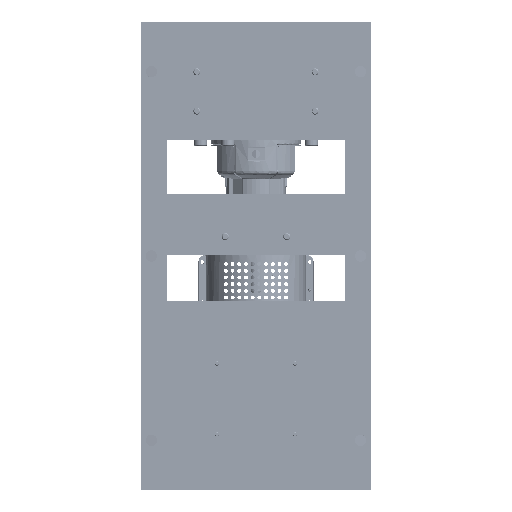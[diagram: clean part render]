
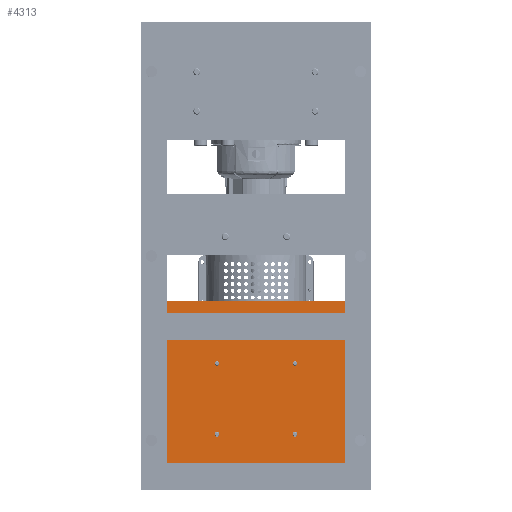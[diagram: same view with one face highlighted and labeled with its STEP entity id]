
A CAD part, front view. The second image highlights one B-rep face of the part: STEP entity #4313.
In plain terms, the highlighted planar face has unit normal (0, -1, 0).
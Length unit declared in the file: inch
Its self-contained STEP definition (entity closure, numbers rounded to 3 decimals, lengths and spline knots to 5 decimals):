
#4313 = ADVANCED_FACE ( 'NONE', ( #330030, #299205, #115164, #142669, #65259 ), #147710, .F. ) ;
#9620 = DIRECTION ( 'NONE',  ( 0., 0., 1. ) ) ;
#10729 = EDGE_CURVE ( 'NONE', #30615, #158188, #128367, .T. ) ;
#15096 = CARTESIAN_POINT ( 'NONE',  ( 6.5, 0., -7.79 ) ) ;
#15334 = VERTEX_POINT ( 'NONE', #134607 ) ;
#29534 = EDGE_LOOP ( 'NONE', ( #228876, #86505 ) ) ;
#30615 = VERTEX_POINT ( 'NONE', #138288 ) ;
#30923 = EDGE_CURVE ( 'NONE', #306109, #15334, #75631, .T. ) ;
#35523 = AXIS2_PLACEMENT_3D ( 'NONE', #225977, #146824, #327481 ) ;
#42555 = CARTESIAN_POINT ( 'NONE',  ( 2.24676, 0., -2.75 ) ) ;
#49615 = LINE ( 'NONE', #262884, #203085 ) ;
#58305 = ORIENTED_EDGE ( 'NONE', *, *, #261193, .F. ) ;
#59907 = EDGE_CURVE ( 'NONE', #186797, #283289, #221201, .T. ) ;
#60851 = CIRCLE ( 'NONE', #297012, 0.17 ) ;
#61907 = ORIENTED_EDGE ( 'NONE', *, *, #111033, .F. ) ;
#63260 = DIRECTION ( 'NONE',  ( 0., 0., 1. ) ) ;
#65259 = FACE_OUTER_BOUND ( 'NONE', #76341, .T. ) ;
#66111 = DIRECTION ( 'NONE',  ( 0., -1., 0. ) ) ;
#66575 = VERTEX_POINT ( 'NONE', #42555 ) ;
#69979 = VERTEX_POINT ( 'NONE', #86452 ) ;
#74096 = CIRCLE ( 'NONE', #35523, 0.17 ) ;
#75009 = CARTESIAN_POINT ( 'NONE',  ( 6.5, 0., 7.79 ) ) ;
#75631 = CIRCLE ( 'NONE', #251486, 0.17 ) ;
#75928 = LINE ( 'NONE', #234239, #165479 ) ;
#76341 = EDGE_LOOP ( 'NONE', ( #58305, #61907, #257982, #229749 ) ) ;
#77362 = DIRECTION ( 'NONE',  ( 0., -1., 0. ) ) ;
#86452 = CARTESIAN_POINT ( 'NONE',  ( -6.5, 0., -7.79 ) ) ;
#86505 = ORIENTED_EDGE ( 'NONE', *, *, #10729, .F. ) ;
#97001 = DIRECTION ( 'NONE',  ( 0., -1., 0. ) ) ;
#97065 = ORIENTED_EDGE ( 'NONE', *, *, #203285, .F. ) ;
#106535 = AXIS2_PLACEMENT_3D ( 'NONE', #196837, #66111, #145186 ) ;
#106929 = DIRECTION ( 'NONE',  ( 0., 0., 1. ) ) ;
#111033 = EDGE_CURVE ( 'NONE', #133671, #198802, #49615, .T. ) ;
#115164 = FACE_BOUND ( 'NONE', #29534, .T. ) ;
#116348 = ORIENTED_EDGE ( 'NONE', *, *, #59907, .F. ) ;
#118222 = EDGE_CURVE ( 'NONE', #215410, #69979, #75928, .T. ) ;
#120329 = VECTOR ( 'NONE', #153766, 39.37008 ) ;
#128367 = CIRCLE ( 'NONE', #106535, 0.17 ) ;
#133671 = VERTEX_POINT ( 'NONE', #284794 ) ;
#134607 = CARTESIAN_POINT ( 'NONE',  ( 1.90676, 0., 2.75 ) ) ;
#138288 = CARTESIAN_POINT ( 'NONE',  ( -2.75324, 0., 2.75 ) ) ;
#138547 = LINE ( 'NONE', #243514, #120329 ) ;
#142669 = FACE_BOUND ( 'NONE', #157417, .T. ) ;
#145186 = DIRECTION ( 'NONE',  ( 0., 0., 1. ) ) ;
#145714 = CARTESIAN_POINT ( 'NONE',  ( -2.92324, 0., -2.75 ) ) ;
#146824 = DIRECTION ( 'NONE',  ( 0., -1., 0. ) ) ;
#147710 = PLANE ( 'NONE',  #223039 ) ;
#149954 = DIRECTION ( 'NONE',  ( -1., 0., 0. ) ) ;
#153445 = AXIS2_PLACEMENT_3D ( 'NONE', #207599, #181756, #286658 ) ;
#153766 = DIRECTION ( 'NONE',  ( 0., 0., -1. ) ) ;
#154519 = DIRECTION ( 'NONE',  ( 1., 0., 0. ) ) ;
#154579 = EDGE_CURVE ( 'NONE', #158188, #30615, #60851, .T. ) ;
#157417 = EDGE_LOOP ( 'NONE', ( #164018, #190822 ) ) ;
#158188 = VERTEX_POINT ( 'NONE', #270250 ) ;
#158549 = CARTESIAN_POINT ( 'NONE',  ( -2.92324, 0., -2.75 ) ) ;
#160795 = AXIS2_PLACEMENT_3D ( 'NONE', #158549, #213617, #106929 ) ;
#164018 = ORIENTED_EDGE ( 'NONE', *, *, #170915, .F. ) ;
#164512 = CIRCLE ( 'NONE', #153445, 0.17 ) ;
#165479 = VECTOR ( 'NONE', #149954, 39.37008 ) ;
#170915 = EDGE_CURVE ( 'NONE', #15334, #306109, #288827, .T. ) ;
#172475 = ORIENTED_EDGE ( 'NONE', *, *, #304512, .F. ) ;
#181756 = DIRECTION ( 'NONE',  ( 0., -1., 0. ) ) ;
#182287 = VERTEX_POINT ( 'NONE', #203864 ) ;
#186797 = VERTEX_POINT ( 'NONE', #243276 ) ;
#190579 = DIRECTION ( 'NONE',  ( 0., -1., 0. ) ) ;
#190822 = ORIENTED_EDGE ( 'NONE', *, *, #30923, .F. ) ;
#194283 = DIRECTION ( 'NONE',  ( 0., 1., 0. ) ) ;
#195298 = AXIS2_PLACEMENT_3D ( 'NONE', #198542, #97001, #303425 ) ;
#196837 = CARTESIAN_POINT ( 'NONE',  ( -2.92324, 0., 2.75 ) ) ;
#198542 = CARTESIAN_POINT ( 'NONE',  ( 2.07676, 0., 2.75 ) ) ;
#198802 = VERTEX_POINT ( 'NONE', #75009 ) ;
#199326 = CIRCLE ( 'NONE', #160795, 0.17 ) ;
#203085 = VECTOR ( 'NONE', #154519, 39.37008 ) ;
#203285 = EDGE_CURVE ( 'NONE', #66575, #182287, #164512, .T. ) ;
#203864 = CARTESIAN_POINT ( 'NONE',  ( 1.90676, 0., -2.75 ) ) ;
#204742 = DIRECTION ( 'NONE',  ( 0., 0., 1. ) ) ;
#207599 = CARTESIAN_POINT ( 'NONE',  ( 2.07676, 0., -2.75 ) ) ;
#213617 = DIRECTION ( 'NONE',  ( 0., -1., 0. ) ) ;
#215410 = VERTEX_POINT ( 'NONE', #15096 ) ;
#221201 = CIRCLE ( 'NONE', #303373, 0.17 ) ;
#223039 = AXIS2_PLACEMENT_3D ( 'NONE', #252639, #194283, #331720 ) ;
#223397 = VECTOR ( 'NONE', #9620, 39.37008 ) ;
#225977 = CARTESIAN_POINT ( 'NONE',  ( 2.07676, 0., -2.75 ) ) ;
#228876 = ORIENTED_EDGE ( 'NONE', *, *, #154579, .F. ) ;
#229749 = ORIENTED_EDGE ( 'NONE', *, *, #118222, .F. ) ;
#234239 = CARTESIAN_POINT ( 'NONE',  ( -6.5, 0., -7.79 ) ) ;
#235197 = EDGE_CURVE ( 'NONE', #69979, #133671, #296897, .T. ) ;
#237813 = CARTESIAN_POINT ( 'NONE',  ( 2.07676, 0., 2.75 ) ) ;
#243276 = CARTESIAN_POINT ( 'NONE',  ( -2.75324, 0., -2.75 ) ) ;
#243514 = CARTESIAN_POINT ( 'NONE',  ( 6.5, 0., -7.79 ) ) ;
#251486 = AXIS2_PLACEMENT_3D ( 'NONE', #237813, #308310, #261846 ) ;
#252639 = CARTESIAN_POINT ( 'NONE',  ( 0., 0., 0. ) ) ;
#257982 = ORIENTED_EDGE ( 'NONE', *, *, #235197, .F. ) ;
#261193 = EDGE_CURVE ( 'NONE', #198802, #215410, #138547, .T. ) ;
#261846 = DIRECTION ( 'NONE',  ( 0., 0., 1. ) ) ;
#262884 = CARTESIAN_POINT ( 'NONE',  ( -6.5, 0., 7.79 ) ) ;
#267749 = CARTESIAN_POINT ( 'NONE',  ( -6.5, 0., -7.79 ) ) ;
#270250 = CARTESIAN_POINT ( 'NONE',  ( -3.09324, 0., 2.75 ) ) ;
#275263 = EDGE_CURVE ( 'NONE', #283289, #186797, #199326, .T. ) ;
#283289 = VERTEX_POINT ( 'NONE', #298685 ) ;
#283850 = CARTESIAN_POINT ( 'NONE',  ( -2.92324, 0., 2.75 ) ) ;
#284794 = CARTESIAN_POINT ( 'NONE',  ( -6.5, 0., 7.79 ) ) ;
#286139 = EDGE_LOOP ( 'NONE', ( #172475, #97065 ) ) ;
#286658 = DIRECTION ( 'NONE',  ( 0., 0., 1. ) ) ;
#288827 = CIRCLE ( 'NONE', #195298, 0.17 ) ;
#296897 = LINE ( 'NONE', #267749, #223397 ) ;
#297012 = AXIS2_PLACEMENT_3D ( 'NONE', #283850, #77362, #204742 ) ;
#298685 = CARTESIAN_POINT ( 'NONE',  ( -3.09324, 0., -2.75 ) ) ;
#299205 = FACE_BOUND ( 'NONE', #301614, .T. ) ;
#301614 = EDGE_LOOP ( 'NONE', ( #310523, #116348 ) ) ;
#301899 = CARTESIAN_POINT ( 'NONE',  ( 2.24676, 0., 2.75 ) ) ;
#303373 = AXIS2_PLACEMENT_3D ( 'NONE', #145714, #190579, #63260 ) ;
#303425 = DIRECTION ( 'NONE',  ( 0., 0., 1. ) ) ;
#304512 = EDGE_CURVE ( 'NONE', #182287, #66575, #74096, .T. ) ;
#306109 = VERTEX_POINT ( 'NONE', #301899 ) ;
#308310 = DIRECTION ( 'NONE',  ( 0., -1., 0. ) ) ;
#310523 = ORIENTED_EDGE ( 'NONE', *, *, #275263, .F. ) ;
#327481 = DIRECTION ( 'NONE',  ( 0., 0., 1. ) ) ;
#330030 = FACE_BOUND ( 'NONE', #286139, .T. ) ;
#331720 = DIRECTION ( 'NONE',  ( 0., 0., 1. ) ) ;
